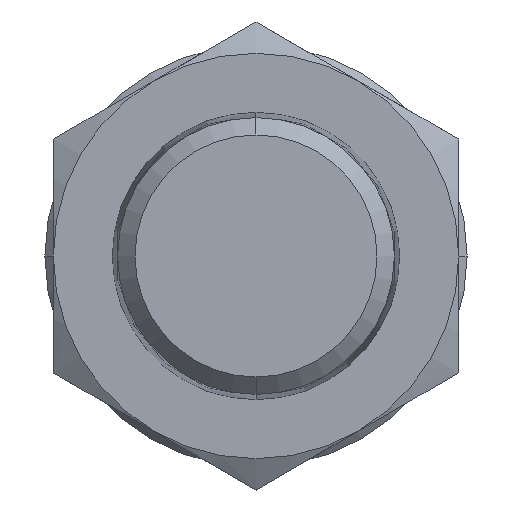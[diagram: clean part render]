
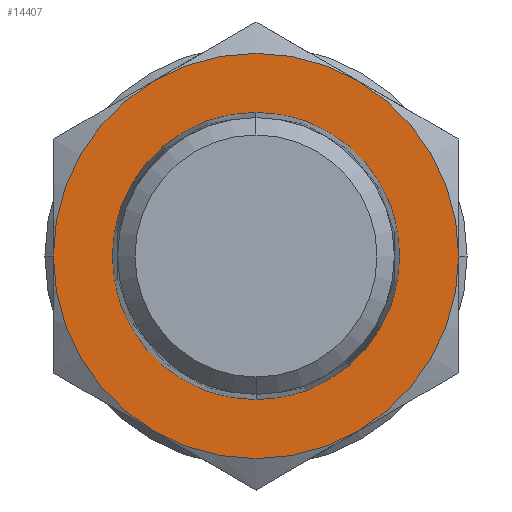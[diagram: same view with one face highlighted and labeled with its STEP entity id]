
A CAD part, left-side view. The second image highlights one B-rep face of the part: STEP entity #14407.
In plain terms, the highlighted face is planar.
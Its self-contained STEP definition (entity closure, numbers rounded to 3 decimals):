
#396=CARTESIAN_POINT('',(0.,-8.51,-31.9));
#397=VERTEX_POINT('',#396);
#413=CARTESIAN_POINT('',(0.,8.51,-31.9));
#414=VERTEX_POINT('',#413);
#421=CARTESIAN_POINT('',(0.,0.,-31.9));
#422=DIRECTION('',(0.0,0.0,-1.0));
#423=DIRECTION('',(0.0,1.0,0.0));
#424=AXIS2_PLACEMENT_3D('',#421,#422,#423);
#425=CIRCLE('',#424,8.51);
#426=EDGE_CURVE('',#414,#397,#425,.T.);
#13953=CARTESIAN_POINT('',(-6.,-10.392,-31.9));
#13954=VERTEX_POINT('',#13953);
#14007=CARTESIAN_POINT('',(-12.,0.,-31.9));
#14008=VERTEX_POINT('',#14007);
#14054=CARTESIAN_POINT('',(-6.,10.392,-31.9));
#14055=VERTEX_POINT('',#14054);
#14092=CARTESIAN_POINT('',(6.,10.392,-31.9));
#14093=VERTEX_POINT('',#14092);
#14107=CARTESIAN_POINT('',(0.,0.,-31.9));
#14108=DIRECTION('',(0.0,0.0,-1.0));
#14109=DIRECTION('',(0.0,-1.0,0.0));
#14110=AXIS2_PLACEMENT_3D('',#14107,#14108,#14109);
#14111=CIRCLE('',#14110,12.);
#14112=EDGE_CURVE('',#14055,#14093,#14111,.T.);
#14124=CARTESIAN_POINT('',(0.,0.,-31.9));
#14125=DIRECTION('',(0.0,0.0,-1.0));
#14126=DIRECTION('',(0.0,-1.0,0.0));
#14127=AXIS2_PLACEMENT_3D('',#14124,#14125,#14126);
#14128=CIRCLE('',#14127,12.);
#14129=EDGE_CURVE('',#14008,#14055,#14128,.T.);
#14141=CARTESIAN_POINT('',(0.,0.,-31.9));
#14142=DIRECTION('',(0.0,0.0,-1.0));
#14143=DIRECTION('',(0.0,-1.0,0.0));
#14144=AXIS2_PLACEMENT_3D('',#14141,#14142,#14143);
#14145=CIRCLE('',#14144,12.);
#14146=EDGE_CURVE('',#13954,#14008,#14145,.T.);
#14157=CARTESIAN_POINT('',(6.,-10.392,-31.9));
#14158=VERTEX_POINT('',#14157);
#14159=CARTESIAN_POINT('',(0.,0.,-31.9));
#14160=DIRECTION('',(0.0,0.0,-1.0));
#14161=DIRECTION('',(0.0,-1.0,0.0));
#14162=AXIS2_PLACEMENT_3D('',#14159,#14160,#14161);
#14163=CIRCLE('',#14162,12.);
#14164=EDGE_CURVE('',#14158,#13954,#14163,.T.);
#14202=CARTESIAN_POINT('',(12.0,0.,-31.9));
#14203=VERTEX_POINT('',#14202);
#14204=CARTESIAN_POINT('',(0.,0.,-31.9));
#14205=DIRECTION('',(0.0,0.0,-1.0));
#14206=DIRECTION('',(0.0,-1.0,0.0));
#14207=AXIS2_PLACEMENT_3D('',#14204,#14205,#14206);
#14208=CIRCLE('',#14207,12.);
#14209=EDGE_CURVE('',#14203,#14158,#14208,.T.);
#14247=CARTESIAN_POINT('',(0.,0.,-31.9));
#14248=DIRECTION('',(0.0,0.0,-1.0));
#14249=DIRECTION('',(0.0,-1.0,0.0));
#14250=AXIS2_PLACEMENT_3D('',#14247,#14248,#14249);
#14251=CIRCLE('',#14250,12.);
#14252=EDGE_CURVE('',#14093,#14203,#14251,.T.);
#14346=CARTESIAN_POINT('',(0.,0.,-31.9));
#14347=DIRECTION('',(0.0,0.0,-1.0));
#14348=DIRECTION('',(0.0,1.0,0.0));
#14349=AXIS2_PLACEMENT_3D('',#14346,#14347,#14348);
#14350=CIRCLE('',#14349,8.51);
#14351=EDGE_CURVE('',#397,#414,#14350,.T.);
#14390=CARTESIAN_POINT('',(0.,0.,-31.9));
#14391=DIRECTION('',(0.0,0.0,1.0));
#14392=DIRECTION('',(0.0,1.0,0.0));
#14393=AXIS2_PLACEMENT_3D('',#14390,#14391,#14392);
#14394=PLANE('',#14393);
#14395=ORIENTED_EDGE('',*,*,#14252,.T.);
#14396=ORIENTED_EDGE('',*,*,#14209,.T.);
#14397=ORIENTED_EDGE('',*,*,#14164,.T.);
#14398=ORIENTED_EDGE('',*,*,#14146,.T.);
#14399=ORIENTED_EDGE('',*,*,#14129,.T.);
#14400=ORIENTED_EDGE('',*,*,#14112,.T.);
#14401=EDGE_LOOP('',(#14395,#14396,#14397,#14398,#14399,#14400));
#14402=FACE_OUTER_BOUND('',#14401,.T.);
#14403=ORIENTED_EDGE('',*,*,#426,.F.);
#14404=ORIENTED_EDGE('',*,*,#14351,.F.);
#14405=EDGE_LOOP('',(#14403,#14404));
#14406=FACE_BOUND('',#14405,.T.);
#14407=ADVANCED_FACE('',(#14402,#14406),#14394,.F.);
